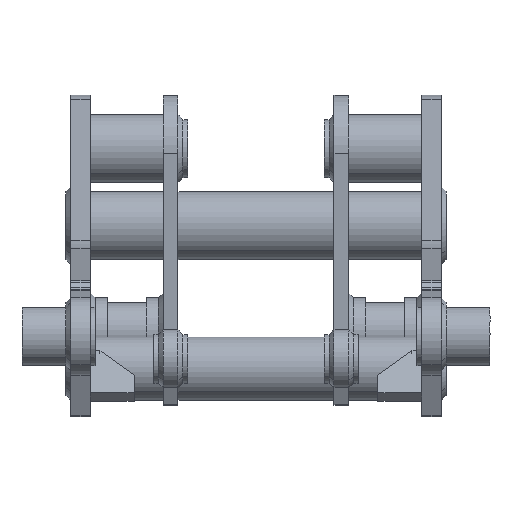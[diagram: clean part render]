
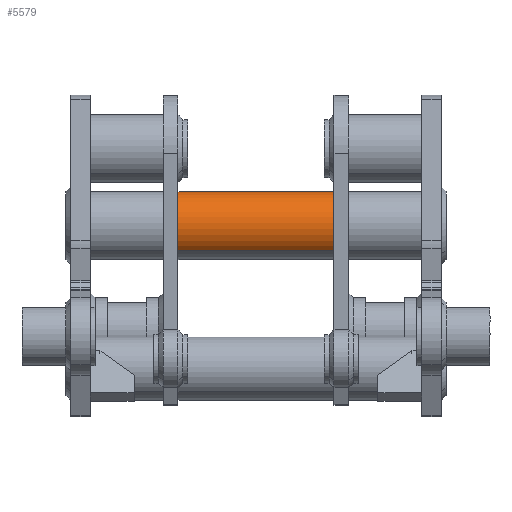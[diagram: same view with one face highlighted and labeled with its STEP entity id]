
A CAD part, front view. The second image highlights one B-rep face of the part: STEP entity #5579.
In plain terms, the highlighted cylindrical face has radius 44.45 mm (diameter 88.9 mm), a partial arc.
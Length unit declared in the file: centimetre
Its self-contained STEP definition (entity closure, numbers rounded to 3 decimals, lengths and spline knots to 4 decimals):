
#217 = CARTESIAN_POINT ( 'NONE',  ( -10.16, 81.9621, 71.6117 ) ) ;
#490 = CARTESIAN_POINT ( 'NONE',  ( -10.1598, 81.9621, 67.1667 ) ) ;
#648 = DIRECTION ( 'NONE',  ( 0., 0., 1. ) ) ;
#1093 = CARTESIAN_POINT ( 'NONE',  ( 10.16, 81.9621, 67.1667 ) ) ;
#1401 = AXIS2_PLACEMENT_3D ( 'NONE', #2474, #5626, #648 ) ;
#1532 = CARTESIAN_POINT ( 'NONE',  ( 10.16, 81.9621, 76.0567 ) ) ;
#1600 = ORIENTED_EDGE ( 'NONE', *, *, #3550, .F. ) ;
#1867 = FACE_OUTER_BOUND ( 'NONE', #4265, .T. ) ;
#2021 = VECTOR ( 'NONE', #7909, 100. ) ;
#2474 = CARTESIAN_POINT ( 'NONE',  ( -10.1598, 81.9621, 71.6117 ) ) ;
#2613 = CARTESIAN_POINT ( 'NONE',  ( -10.1598, 81.9621, 76.0567 ) ) ;
#2839 = AXIS2_PLACEMENT_3D ( 'NONE', #217, #5195, #7714 ) ;
#2984 = CIRCLE ( 'NONE', #2839, 4.445 ) ;
#3189 = VECTOR ( 'NONE', #3718, 100. ) ;
#3550 = EDGE_CURVE ( 'NONE', #4591, #6907, #5561, .T. ) ;
#3599 = CARTESIAN_POINT ( 'NONE',  ( -10.16, 81.9621, 76.0567 ) ) ;
#3718 = DIRECTION ( 'NONE',  ( -1., 0., 0. ) ) ;
#3867 = EDGE_CURVE ( 'NONE', #7858, #6910, #6705, .T. ) ;
#3899 = CIRCLE ( 'NONE', #7179, 4.445 ) ;
#4265 = EDGE_LOOP ( 'NONE', ( #5017, #6192, #4999, #1600 ) ) ;
#4591 = VERTEX_POINT ( 'NONE', #1532 ) ;
#4999 = ORIENTED_EDGE ( 'NONE', *, *, #7292, .T. ) ;
#5017 = ORIENTED_EDGE ( 'NONE', *, *, #8033, .F. ) ;
#5056 = DIRECTION ( 'NONE',  ( 0., 0., -1. ) ) ;
#5195 = DIRECTION ( 'NONE',  ( 1., 0., 0. ) ) ;
#5561 = LINE ( 'NONE', #2613, #3189 ) ;
#5579 = ADVANCED_FACE ( 'NONE', ( #1867 ), #7526, .T. ) ;
#5626 = DIRECTION ( 'NONE',  ( -1., 0., 0. ) ) ;
#5667 = CARTESIAN_POINT ( 'NONE',  ( 10.16, 81.9621, 71.6117 ) ) ;
#6192 = ORIENTED_EDGE ( 'NONE', *, *, #3867, .T. ) ;
#6418 = DIRECTION ( 'NONE',  ( 1., 0., 0. ) ) ;
#6682 = CARTESIAN_POINT ( 'NONE',  ( -10.16, 81.9621, 67.1667 ) ) ;
#6705 = LINE ( 'NONE', #490, #2021 ) ;
#6907 = VERTEX_POINT ( 'NONE', #3599 ) ;
#6910 = VERTEX_POINT ( 'NONE', #6682 ) ;
#7179 = AXIS2_PLACEMENT_3D ( 'NONE', #5667, #6418, #5056 ) ;
#7292 = EDGE_CURVE ( 'NONE', #6910, #6907, #2984, .T. ) ;
#7526 = CYLINDRICAL_SURFACE ( 'NONE', #1401, 4.445 ) ;
#7714 = DIRECTION ( 'NONE',  ( 0., 0., -1. ) ) ;
#7858 = VERTEX_POINT ( 'NONE', #1093 ) ;
#7909 = DIRECTION ( 'NONE',  ( -1., 0., 0. ) ) ;
#8033 = EDGE_CURVE ( 'NONE', #7858, #4591, #3899, .T. ) ;
